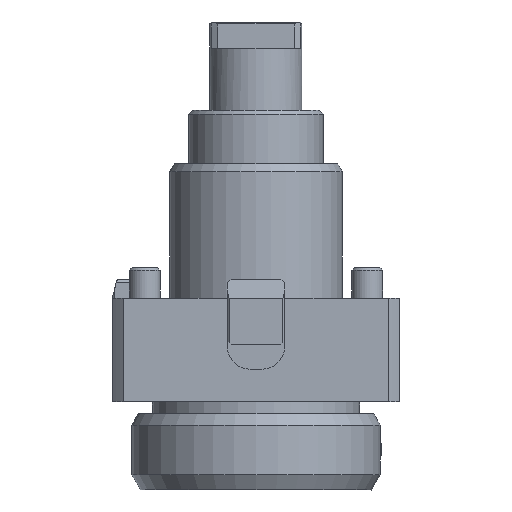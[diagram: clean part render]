
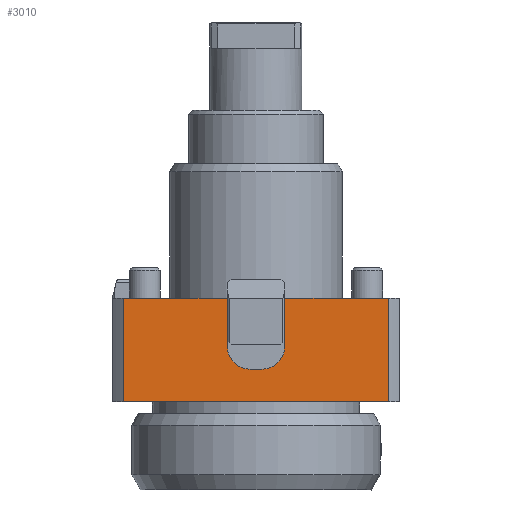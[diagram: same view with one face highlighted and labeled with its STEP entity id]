
A CAD part, left-side view. The second image highlights one B-rep face of the part: STEP entity #3010.
In plain terms, the highlighted planar face has unit normal (-1, 0, 0).
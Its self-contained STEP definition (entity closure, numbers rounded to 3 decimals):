
#236=FACE_OUTER_BOUND('',#401,.T.);
#401=EDGE_LOOP('',(#2732,#2733,#2734,#2735,#2736,#2737,#2738,#2739,#2740,
#2741));
#425=CIRCLE('',#3082,6.);
#427=CIRCLE('',#3086,6.);
#534=LINE('',#4251,#861);
#541=LINE('',#4281,#868);
#544=LINE('',#4293,#871);
#551=LINE('',#4311,#878);
#621=LINE('',#4484,#948);
#629=LINE('',#4497,#956);
#685=LINE('',#4729,#1012);
#734=LINE('',#4853,#1061);
#861=VECTOR('',#3399,10.);
#868=VECTOR('',#3426,10.);
#871=VECTOR('',#3437,10.);
#878=VECTOR('',#3452,10.);
#948=VECTOR('',#3598,10.);
#956=VECTOR('',#3606,10.);
#1012=VECTOR('',#3784,10.);
#1061=VECTOR('',#3915,10.);
#1193=VERTEX_POINT('',#4247);
#1195=VERTEX_POINT('',#4250);
#1206=VERTEX_POINT('',#4275);
#1208=VERTEX_POINT('',#4279);
#1209=VERTEX_POINT('',#4283);
#1210=VERTEX_POINT('',#4284);
#1213=VERTEX_POINT('',#4292);
#1215=VERTEX_POINT('',#4298);
#1220=VERTEX_POINT('',#4310);
#1285=VERTEX_POINT('',#4483);
#1499=EDGE_CURVE('',#1195,#1193,#534,.T.);
#1513=EDGE_CURVE('',#1208,#1206,#541,.T.);
#1514=EDGE_CURVE('',#1209,#1210,#425,.T.);
#1518=EDGE_CURVE('',#1213,#1209,#544,.T.);
#1521=EDGE_CURVE('',#1215,#1213,#427,.T.);
#1527=EDGE_CURVE('',#1220,#1215,#551,.T.);
#1614=EDGE_CURVE('',#1285,#1206,#621,.T.);
#1622=EDGE_CURVE('',#1193,#1220,#629,.T.);
#1718=EDGE_CURVE('',#1208,#1195,#685,.T.);
#1779=EDGE_CURVE('',#1210,#1285,#734,.T.);
#2732=ORIENTED_EDGE('',*,*,#1718,.T.);
#2733=ORIENTED_EDGE('',*,*,#1499,.T.);
#2734=ORIENTED_EDGE('',*,*,#1622,.T.);
#2735=ORIENTED_EDGE('',*,*,#1527,.T.);
#2736=ORIENTED_EDGE('',*,*,#1521,.T.);
#2737=ORIENTED_EDGE('',*,*,#1518,.T.);
#2738=ORIENTED_EDGE('',*,*,#1514,.T.);
#2739=ORIENTED_EDGE('',*,*,#1779,.T.);
#2740=ORIENTED_EDGE('',*,*,#1614,.T.);
#2741=ORIENTED_EDGE('',*,*,#1513,.F.);
#2858=PLANE('',#3282);
#3010=ADVANCED_FACE('',(#236),#2858,.T.);
#3082=AXIS2_PLACEMENT_3D('',#4285,#3429,#3430);
#3086=AXIS2_PLACEMENT_3D('',#4299,#3442,#3443);
#3282=AXIS2_PLACEMENT_3D('',#5049,#4113,#4114);
#3399=DIRECTION('',(0.,0.,1.));
#3426=DIRECTION('',(0.,0.,1.));
#3429=DIRECTION('center_axis',(1.,0.,0.));
#3430=DIRECTION('ref_axis',(0.,-1.,0.));
#3437=DIRECTION('',(0.,1.,0.));
#3442=DIRECTION('center_axis',(1.,0.,0.));
#3443=DIRECTION('ref_axis',(0.,0.,
1.));
#3452=DIRECTION('',(0.,0.,-1.));
#3598=DIRECTION('',(0.,1.,0.));
#3606=DIRECTION('',(0.,1.,0.));
#3784=DIRECTION('',(0.,-1.,0.));
#3915=DIRECTION('',(0.,0.,1.));
#4113=DIRECTION('center_axis',(-1.,0.,0.));
#4114=DIRECTION('ref_axis',(0.,-1.,0.));
#4247=CARTESIAN_POINT('',(-37.5,-34.565,0.));
#4250=CARTESIAN_POINT('',(-37.5,-34.565,-27.));
#4251=CARTESIAN_POINT('',(-37.5,-34.565,0.));
#4275=CARTESIAN_POINT('',(-37.5,34.565,0.));
#4279=CARTESIAN_POINT('',(-37.5,34.565,-27.));
#4281=CARTESIAN_POINT('',(-37.5,34.565,-23.5));
#4283=CARTESIAN_POINT('',(-37.5,1.5,-18.5));
#4284=CARTESIAN_POINT('',(-37.5,7.5,-12.5));
#4285=CARTESIAN_POINT('Origin',(-37.5,1.5,-12.5));
#4292=CARTESIAN_POINT('',(-37.5,-1.5,-18.5));
#4293=CARTESIAN_POINT('',(-37.5,19.5,-18.5));
#4298=CARTESIAN_POINT('',(-37.5,-7.5,-12.5));
#4299=CARTESIAN_POINT('Origin',(-37.5,-1.5,-12.5));
#4310=CARTESIAN_POINT('',(-37.5,-7.5,0.));
#4311=CARTESIAN_POINT('',(-37.5,-7.5,-6.25));
#4483=CARTESIAN_POINT('',(-37.5,7.5,0.));
#4484=CARTESIAN_POINT('',(-37.5,-37.5,0.));
#4497=CARTESIAN_POINT('',(-37.5,-37.5,0.));
#4729=CARTESIAN_POINT('',(-37.5,-17.283,-27.));
#4853=CARTESIAN_POINT('',(-37.5,7.5,0.));
#5049=CARTESIAN_POINT('Origin',(-37.5,37.5,0.));
